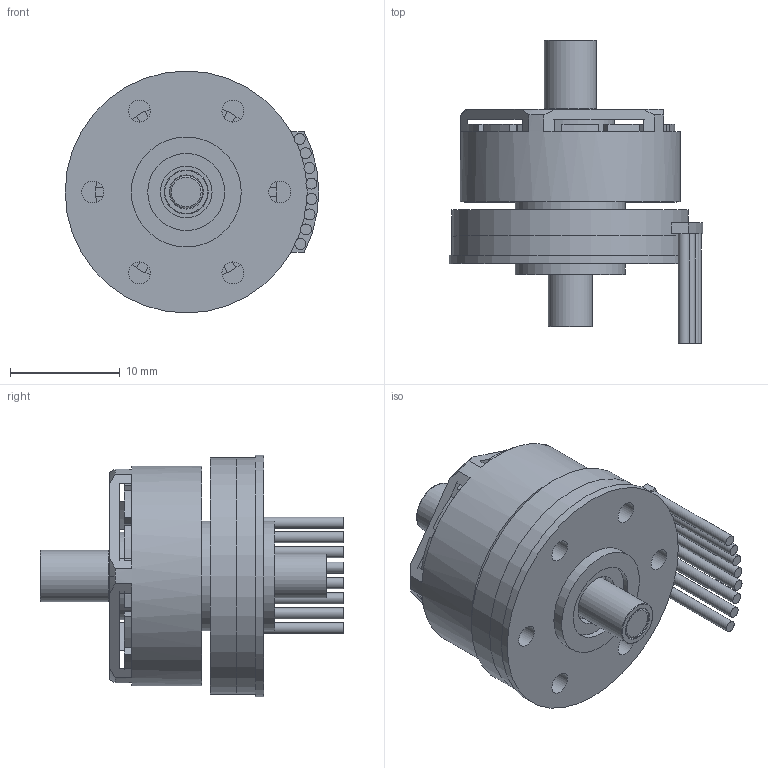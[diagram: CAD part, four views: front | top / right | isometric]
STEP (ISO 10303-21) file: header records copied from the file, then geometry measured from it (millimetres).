
FILE_DESCRIPTION(('HOOPS Exchange Step'),'2;1');
FILE_NAME('temp_export','2022-12-07T16:20:38-06:00',('jonat'),('Shapr3D Limited'),'HOOPS Exchange 2022.0','Shapr3D','Authorized');
FILE_SCHEMA( ('AUTOMOTIVE_DESIGN { 1 0 10303 214 1 1 1 1 }') );
Length unit declared in the file: millimetre
Products named in the file (7): boca_SMR73C_ZZ_7_LD.stp (2); Magnets; Armatue; Wires; boca_SMR73C_ZZ_7_LD.stp; Stator; root
Assembly tree (6 placements, depth 3):
  root
    Armatue
      boca_SMR73C_ZZ_7_LD.stp (2)
      Magnets
    Stator
      Wires
      boca_SMR73C_ZZ_7_LD.stp
Bounding box: 23.05 x 27.62 x 22 mm (x, y, z)
Volume: 3407.2 mm3; surface area: 7358.8 mm2
Topology: 49 solids, 51 shells, 333 faces, 804 edges, 555 vertices
Faces by surface type: plane 159, cylinder 121, torus 28, sphere 14, cone 10, bspline 1
Full cylindrical faces by diameter (mm): 0.6 x8, 1 x8, 2 x6, 3 x7, 3.95 x8, 4 x2, 4.7 x2, 5.5 x1, 5.92 x1, 6.05 x8, 7 x5, 8 x1, 10 x3, 16.5 x1, 19 x1, 20 x1, 21.5 x2, 22 x1
Entity records: 12641 total; most frequent: CARTESIAN_POINT 4177, DIRECTION 1847, ORIENTED_EDGE 1552, EDGE_CURVE 776, AXIS2_PLACEMENT_3D 759, VERTEX_POINT 555, CIRCLE 420, EDGE_LOOP 405
